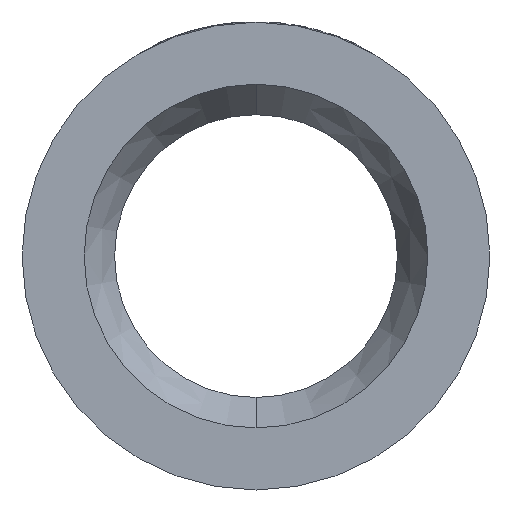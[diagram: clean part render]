
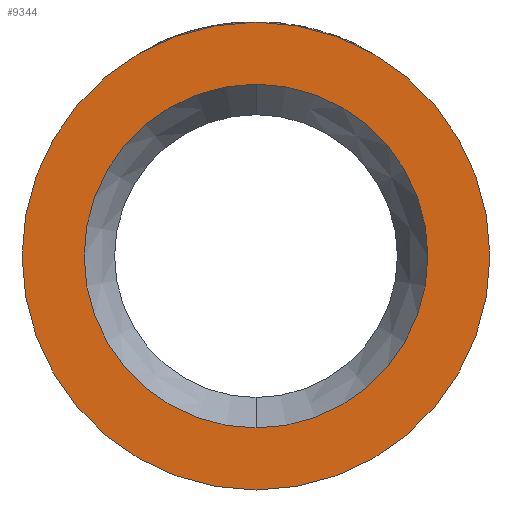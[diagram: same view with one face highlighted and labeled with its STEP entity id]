
A CAD part, front view. The second image highlights one B-rep face of the part: STEP entity #9344.
In plain terms, the highlighted planar face has unit normal (0, -1, 0).
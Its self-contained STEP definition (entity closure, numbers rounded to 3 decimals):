
#879 = CARTESIAN_POINT ( 'NONE',  ( 0., 0., 0. ) ) ;
#880 = DIRECTION ( 'NONE',  ( 0., -1., 0. ) ) ;
#881 = DIRECTION ( 'NONE',  ( 0., 0., -1. ) ) ;
#907 = CARTESIAN_POINT ( 'NONE',  ( 0., 0., 0. ) ) ;
#908 = DIRECTION ( 'NONE',  ( 0., -1., 0. ) ) ;
#909 = DIRECTION ( 'NONE',  ( 0., 0., -1. ) ) ;
#1925 = CARTESIAN_POINT ( 'NONE',  ( 0., 0., 0. ) ) ;
#1926 = DIRECTION ( 'NONE',  ( 0., -1., 0. ) ) ;
#1927 = DIRECTION ( 'NONE',  ( 0., 0., -1. ) ) ;
#5704 = CARTESIAN_POINT ( 'NONE',  ( 0., 0., 0. ) ) ;
#5705 = DIRECTION ( 'NONE',  ( 0., -1., 0. ) ) ;
#5706 = DIRECTION ( 'NONE',  ( 0., 0., -1. ) ) ;
#9344 = ADVANCED_FACE ( 'NONE', ( #26695, #26693 ), #21873, .F. ) ;
#9796 = CARTESIAN_POINT ( 'NONE',  ( 0., 0., 107.5 ) ) ;
#9797 = CARTESIAN_POINT ( 'NONE',  ( 0., 0., -107.5 ) ) ;
#9844 = CARTESIAN_POINT ( 'NONE',  ( 0., 0., -79. ) ) ;
#9847 = CARTESIAN_POINT ( 'NONE',  ( 0., 0., 79. ) ) ;
#19736 = VERTEX_POINT ( 'NONE', #9796 ) ;
#19738 = VERTEX_POINT ( 'NONE', #9797 ) ;
#19851 = VERTEX_POINT ( 'NONE', #9844 ) ;
#19854 = VERTEX_POINT ( 'NONE', #9847 ) ;
#21306 = AXIS2_PLACEMENT_3D ( 'NONE', #879, #880, #881 ) ;
#21317 = AXIS2_PLACEMENT_3D ( 'NONE', #907, #908, #909 ) ;
#21335 = AXIS2_PLACEMENT_3D ( 'NONE', #1925, #1926, #1927 ) ;
#21440 = AXIS2_PLACEMENT_3D ( 'NONE', #5704, #5705, #5706 ) ;
#21503 = EDGE_LOOP ( 'NONE', ( #25839, #25836 ) ) ;
#21871 = DIRECTION ( 'NONE',  ( 0., 0., 1. ) ) ;
#21872 = DIRECTION ( 'NONE',  ( 0., 1., 0. ) ) ;
#21873 = PLANE ( 'NONE',  #26386 ) ;
#21886 = CARTESIAN_POINT ( 'NONE',  ( -79., 0., 0. ) ) ;
#22011 = EDGE_CURVE ( 'NONE', #19736, #19738, #27141, .T. ) ;
#22020 = EDGE_CURVE ( 'NONE', #19738, #19736, #27155, .T. ) ;
#22070 = EDGE_CURVE ( 'NONE', #19854, #19851, #27193, .T. ) ;
#22761 = EDGE_LOOP ( 'NONE', ( #25832, #25843 ) ) ;
#25832 = ORIENTED_EDGE ( 'NONE', *, *, #26360, .F. ) ;
#25836 = ORIENTED_EDGE ( 'NONE', *, *, #22011, .T. ) ;
#25839 = ORIENTED_EDGE ( 'NONE', *, *, #22020, .T. ) ;
#25843 = ORIENTED_EDGE ( 'NONE', *, *, #22070, .F. ) ;
#26360 = EDGE_CURVE ( 'NONE', #19851, #19854, #27438, .T. ) ;
#26386 = AXIS2_PLACEMENT_3D ( 'NONE', #21886, #21872, #21871 ) ;
#26693 = FACE_OUTER_BOUND ( 'NONE', #21503, .T. ) ;
#26695 = FACE_BOUND ( 'NONE', #22761, .T. ) ;
#27141 = CIRCLE ( 'NONE', #21306, 107.5 ) ;
#27155 = CIRCLE ( 'NONE', #21317, 107.5 ) ;
#27193 = CIRCLE ( 'NONE', #21335, 79. ) ;
#27438 = CIRCLE ( 'NONE', #21440, 79. ) ;
